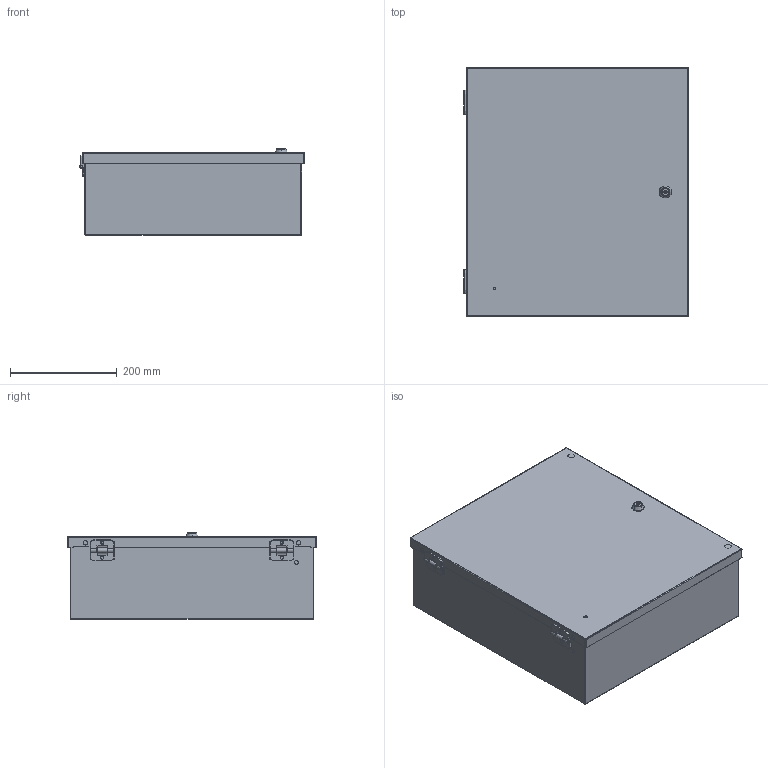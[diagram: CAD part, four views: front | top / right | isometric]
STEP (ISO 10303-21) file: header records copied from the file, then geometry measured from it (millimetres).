
FILE_DESCRIPTION (( 'STEP AP214' ), '1' );
FILE_NAME ('SCE-18N1606NK-T_REV1.STEP', '2023-08-09T19:33:13', ( '' ), ( '' ), 'SwSTEP 2.0', 'SolidWorks 2021', '' );
FILE_SCHEMA (( 'AUTOMOTIVE_DESIGN' ));
Length unit declared in the file: inch
Products named in the file (1): SCE-18N1606NK-T_REV1
Bounding box: 421.44 x 466.73 x 162.43 mm (x, y, z)
Volume: 1294369.2 mm3; surface area: 1695716.4 mm2
Topology: 22 solids, 22 shells, 864 faces, 2226 edges, 1358 vertices
Faces by surface type: cylinder 426, plane 226, bspline 84, cone 60, torus 40, sphere 28
Full cylindrical faces by diameter (mm): 3.962 x2, 4.013 x6, 4.06 x4, 4.763 x2, 4.905 x1, 6.02 x4, 8.192 x2, 8.357 x2, 8.715 x4, 12.141 x1
Entity records: 28937 total; most frequent: CARTESIAN_POINT 7845, DIRECTION 4418, ORIENTED_EDGE 4268, EDGE_CURVE 2134, AXIS2_PLACEMENT_3D 1761, VERTEX_POINT 1354, EDGE_LOOP 1092, CIRCLE 980
